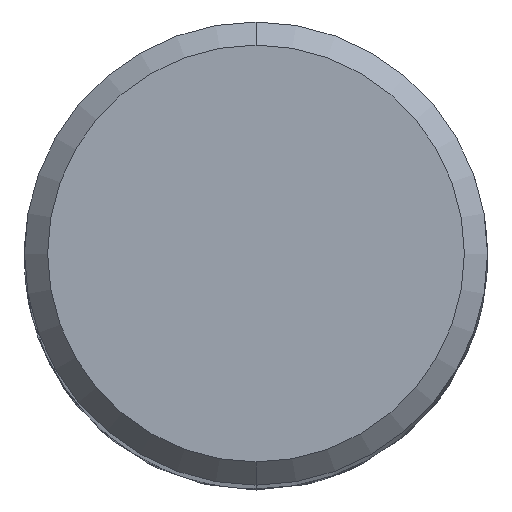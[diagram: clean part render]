
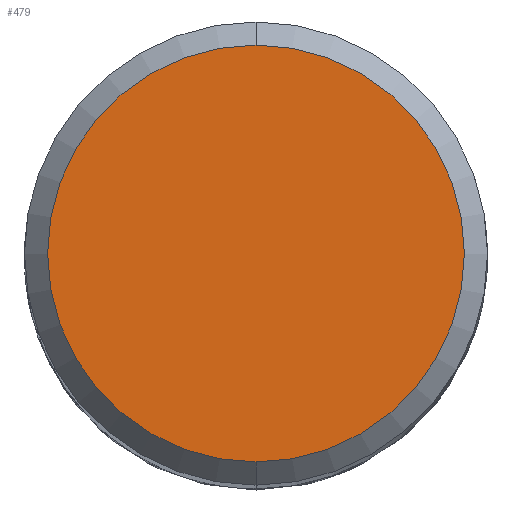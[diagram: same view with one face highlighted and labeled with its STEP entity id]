
A CAD part, top view. The second image highlights one B-rep face of the part: STEP entity #479.
In plain terms, the highlighted planar face has unit normal (0, 0, 1).
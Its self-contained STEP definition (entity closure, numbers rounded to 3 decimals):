
#479=ADVANCED_FACE('',(#1222),#1223,.T.);
#491=EDGE_CURVE('',#1099,#799,#1236,.T.);
#799=VERTEX_POINT('',#1576);
#927=EDGE_CURVE('',#799,#1099,#1712,.T.);
#1099=VERTEX_POINT('',#1898);
#1222=FACE_OUTER_BOUND('',#2488,.T.);
#1223=PLANE('',#2489);
#1236=CIRCLE('',#2918,5.4);
#1576=CARTESIAN_POINT('',(0.0,5.4,0.0));
#1712=CIRCLE('',#7709,5.4);
#1898=CARTESIAN_POINT('',(0.,-5.4,0.0));
#2488=EDGE_LOOP('',(#10159,#10160));
#2489=AXIS2_PLACEMENT_3D('',#10161,#10162,#10163);
#2918=AXIS2_PLACEMENT_3D('',#10169,#10170,#10171);
#7709=AXIS2_PLACEMENT_3D('',#10677,#10678,#10679);
#10159=ORIENTED_EDGE('',*,*,#927,.F.);
#10160=ORIENTED_EDGE('',*,*,#491,.F.);
#10161=CARTESIAN_POINT('',(0.0,2.7,0.0));
#10162=DIRECTION('',(-0.0,0.0,1.0));
#10163=DIRECTION('',(0.0,-1.0,0.0));
#10169=CARTESIAN_POINT('',(0.0,0.0,0.0));
#10170=DIRECTION('',(0.0,0.0,-1.0));
#10171=DIRECTION('',(0.0,1.0,0.0));
#10677=CARTESIAN_POINT('',(0.0,0.0,0.0));
#10678=DIRECTION('',(0.0,0.0,-1.0));
#10679=DIRECTION('',(0.0,1.0,0.0));
